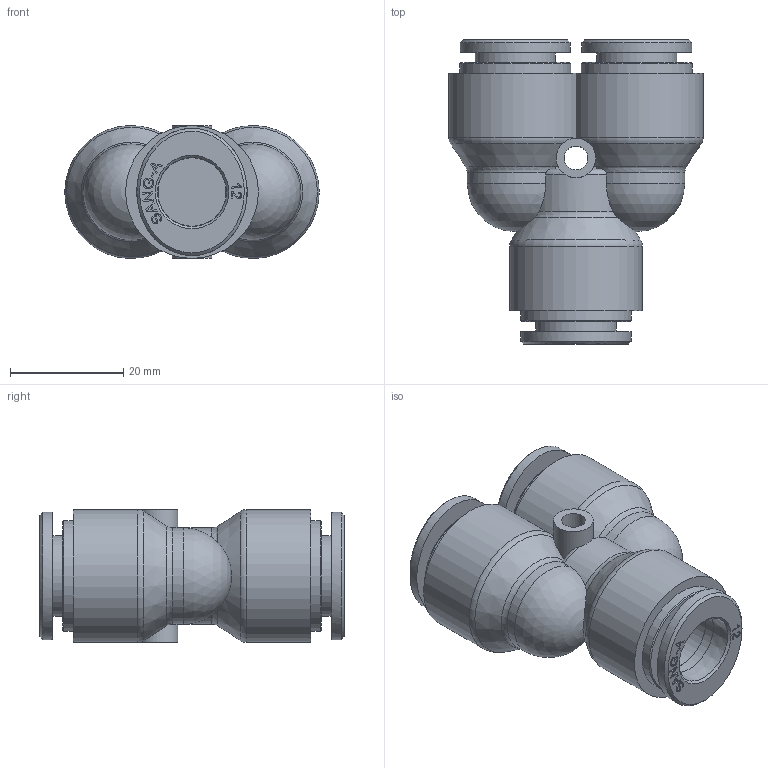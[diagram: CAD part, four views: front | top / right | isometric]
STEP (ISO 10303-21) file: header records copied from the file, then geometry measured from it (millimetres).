
FILE_DESCRIPTION((''),'2;1');
FILE_NAME('HR-PY 12.stp','2020-03-19T16:01:08',('user'),(''),'Autodesk Inventor 2013','Autodesk Inventor 2013','');
FILE_SCHEMA(('AUTOMOTIVE_DESIGN { 1 0 10303 214 1 1 1 1 }'));
Length unit declared in the file: millimetre
Products named in the file (5): 조립품5; HR-PY 12 BODY; HR-COLLAR 12; HR-Collar 12L(SUS); HR-SLEEVE 12
Assembly tree (6 placements, depth 3):
  조립품5
    HR-PY 12 BODY
    HR-COLLAR 12  x3
      HR-Collar 12L(SUS)
      HR-SLEEVE 12
Bounding box: 45 x 53.8 x 23.5 mm (x, y, z)
Volume: 22091.3 mm3; surface area: 12195.9 mm2
Topology: 7 solids, 7 shells, 393 faces, 1027 edges, 682 vertices
Faces by surface type: plane 223, bspline 120, cylinder 22, cone 15, torus 11, sphere 2
Full cylindrical faces by diameter (mm): 4.2 x1, 7 x2, 12.18 x3, 12.2 x3, 14.2 x3, 19.6 x3, 23.5 x1
Entity records: 5594 total; most frequent: CARTESIAN_POINT 1814, ORIENTED_EDGE 806, DIRECTION 614, EDGE_CURVE 403, VERTEX_POINT 277, VECTOR 224, LINE 224, EDGE_LOOP 200
